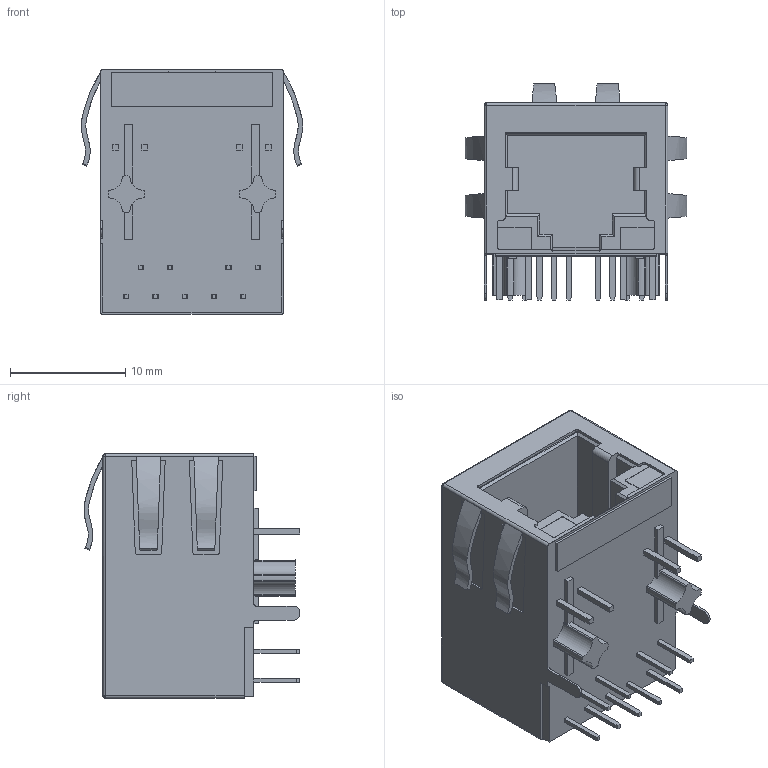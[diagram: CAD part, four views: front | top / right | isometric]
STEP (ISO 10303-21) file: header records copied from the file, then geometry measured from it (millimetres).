
FILE_DESCRIPTION (( 'STEP AP214' ), '1' );
FILE_NAME ('TMJ0162GDNL.STEP', '2023-09-21T03:13:35', ( '' ), ( '' ), 'SwSTEP 2.0', 'SolidWorks 2022', '' );
FILE_SCHEMA (( 'AUTOMOTIVE_DESIGN' ));
Length unit declared in the file: millimetre
Products named in the file (1): TMJ0162GDNL
Bounding box: 19.22 x 18.74 x 21.25 mm (x, y, z)
Volume: 3576.1 mm3; surface area: 2642.5 mm2
Topology: 2 solids, 2 shells, 664 faces, 1772 edges, 1162 vertices
Faces by surface type: plane 441, bspline 126, cylinder 89, sphere 8
Entity records: 23692 total; most frequent: CARTESIAN_POINT 8288, ORIENTED_EDGE 3528, DIRECTION 2535, EDGE_CURVE 1764, VERTEX_POINT 1162, VECTOR 1121, LINE 1121, EDGE_LOOP 722
